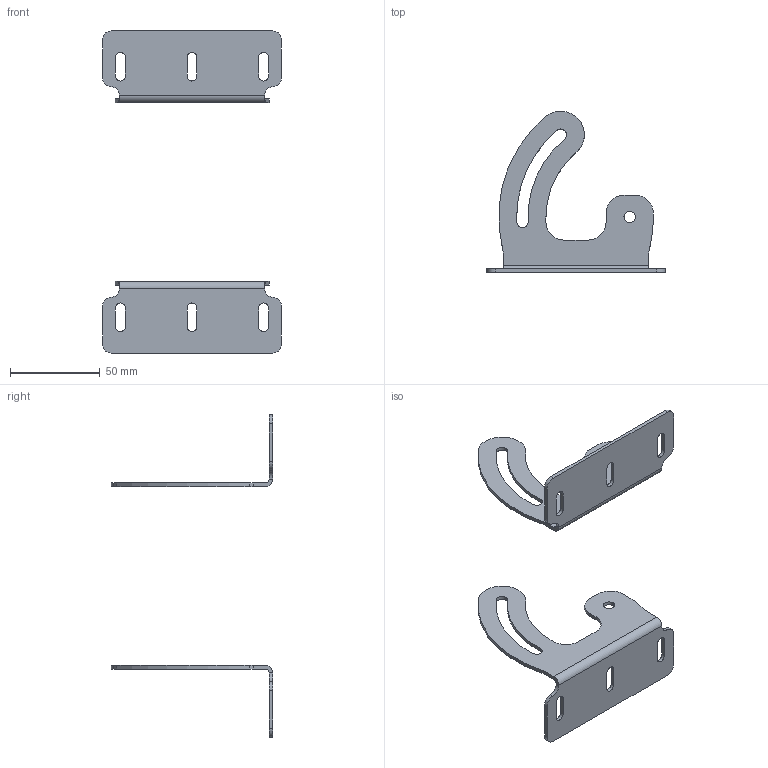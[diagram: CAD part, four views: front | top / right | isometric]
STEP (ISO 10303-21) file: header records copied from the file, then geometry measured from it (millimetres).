
FILE_DESCRIPTION (( 'STEP AP203' ), '1' );
FILE_NAME ('HNFX07.STEP', '2021-06-09T15:17:23', ( '' ), ( '' ), 'SwSTEP 2.0', 'SolidWorks 2021', '' );
FILE_SCHEMA (( 'CONFIG_CONTROL_DESIGN' ));
Length unit declared in the file: inch
Products named in the file (3): HNFX07_1; HNFX07_2; HNFX07
Assembly tree (2 placements, depth 2):
  HNFX07
    HNFX07_1
    HNFX07_2
Bounding box: 100 x 90.16 x 180 mm (x, y, z)
Volume: 28093.3 mm3; surface area: 31076.2 mm2
Topology: 2 solids, 2 shells, 106 faces, 298 edges, 196 vertices
Faces by surface type: cylinder 68, plane 38
Entity records: 3825 total; most frequent: DIRECTION 656, CARTESIAN_POINT 605, ORIENTED_EDGE 596, EDGE_CURVE 298, AXIS2_PLACEMENT_3D 247, VERTEX_POINT 196, VECTOR 162, LINE 162
